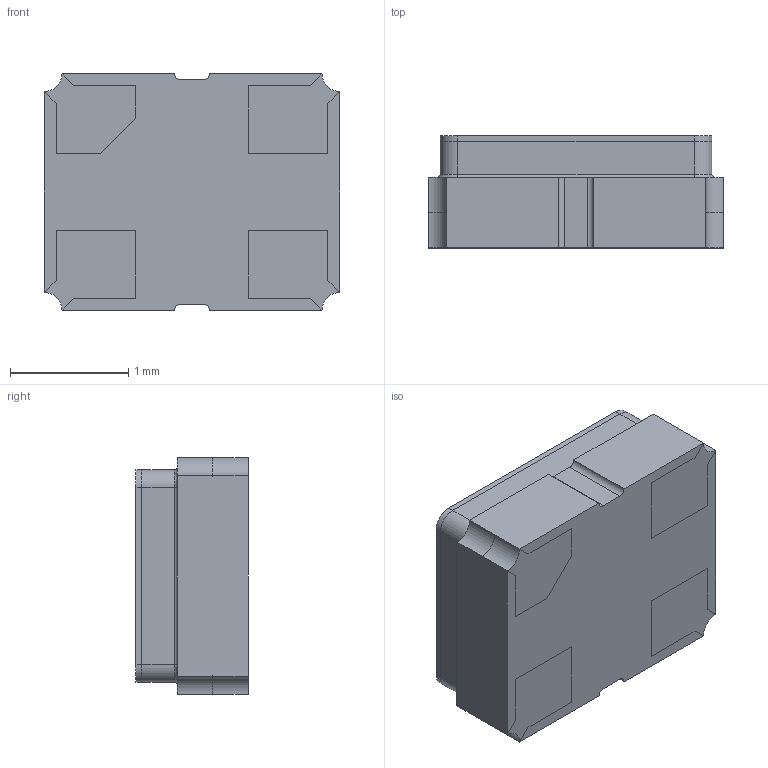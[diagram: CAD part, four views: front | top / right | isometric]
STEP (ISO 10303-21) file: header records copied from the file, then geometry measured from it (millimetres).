
FILE_DESCRIPTION (( 'STEP AP214' ), '1' );
FILE_NAME ('ASDDV-16.000MHZ-LR-T.STEP', '2024-05-05T16:43:48', ( '' ), ( '' ), 'SwSTEP 2.0', 'SolidWorks 2016', '' );
FILE_SCHEMA (( 'AUTOMOTIVE_DESIGN' ));
Length unit declared in the file: millimetre
Products named in the file (1): ASDDV-16.000MHZ-LR-T
Bounding box: 2.5 x 0.95 x 2 mm (x, y, z)
Volume: 4.4 mm3; surface area: 35.3 mm2
Topology: 12 solids, 12 shells, 191 faces, 465 edges, 299 vertices
Faces by surface type: plane 127, bspline 38, cylinder 26
Entity records: 7721 total; most frequent: CARTESIAN_POINT 2988, ORIENTED_EDGE 930, DIRECTION 753, EDGE_CURVE 465, LINE 341, VECTOR 341, VERTEX_POINT 299, AXIS2_PLACEMENT_3D 206
